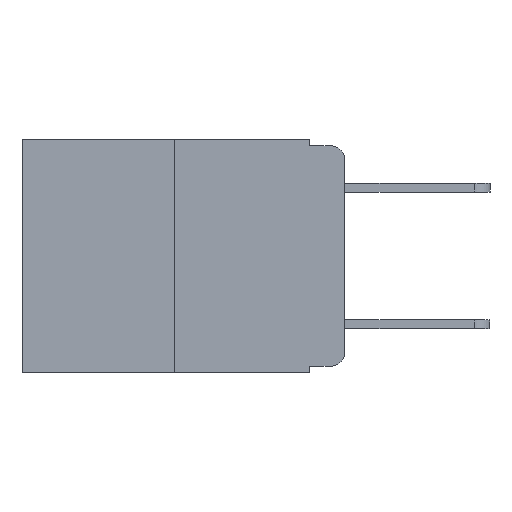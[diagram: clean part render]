
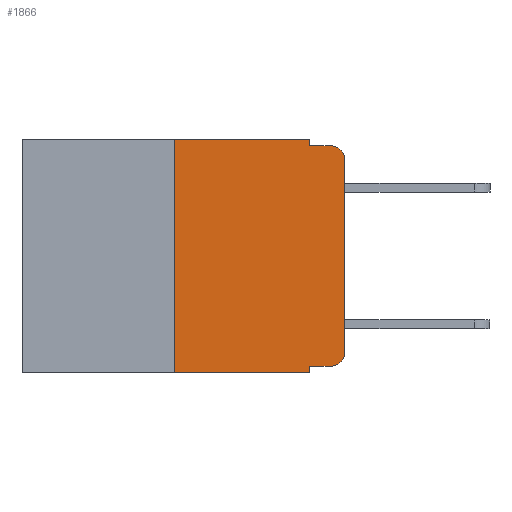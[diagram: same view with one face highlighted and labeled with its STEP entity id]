
A CAD part, left-side view. The second image highlights one B-rep face of the part: STEP entity #1866.
In plain terms, the highlighted planar face has unit normal (-1, 0, 0).
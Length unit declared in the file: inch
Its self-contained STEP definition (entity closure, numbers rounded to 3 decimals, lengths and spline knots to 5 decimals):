
#100 = DIRECTION ( 'NONE',  ( 0., -1., 0. ) ) ;
#111 = ORIENTED_EDGE ( 'NONE', *, *, #6456, .T. ) ;
#243 = DIRECTION ( 'NONE',  ( 1., 0., 0. ) ) ;
#276 = VECTOR ( 'NONE', #100, 39.37008 ) ;
#536 = CARTESIAN_POINT ( 'NONE',  ( 0., 0., 0. ) ) ;
#644 = EDGE_CURVE ( 'NONE', #20387, #15885, #18098, .T. ) ;
#1404 = VERTEX_POINT ( 'NONE', #17612 ) ;
#1413 = EDGE_CURVE ( 'NONE', #13678, #15556, #20779, .T. ) ;
#1813 = AXIS2_PLACEMENT_3D ( 'NONE', #13133, #12589, #2195 ) ;
#1866 = ADVANCED_FACE ( 'NONE', ( #10287 ), #14299, .F. ) ;
#2195 = DIRECTION ( 'NONE',  ( 0., 0., -1. ) ) ;
#2742 = CARTESIAN_POINT ( 'NONE',  ( 0., 0.051, 0. ) ) ;
#2913 = VERTEX_POINT ( 'NONE', #3062 ) ;
#3062 = CARTESIAN_POINT ( 'NONE',  ( 0., 0.25, -0.343 ) ) ;
#3760 = VERTEX_POINT ( 'NONE', #10619 ) ;
#3990 = ORIENTED_EDGE ( 'NONE', *, *, #7301, .F. ) ;
#4247 = CARTESIAN_POINT ( 'NONE',  ( 0., 0.051, -0.333 ) ) ;
#4307 = CIRCLE ( 'NONE', #20043, 0.02 ) ;
#4549 = CARTESIAN_POINT ( 'NONE',  ( 0., 0.02, -0.01 ) ) ;
#4921 = EDGE_CURVE ( 'NONE', #3760, #1404, #4307, .T. ) ;
#5991 = VERTEX_POINT ( 'NONE', #14568 ) ;
#6050 = CARTESIAN_POINT ( 'NONE',  ( 0., 0., -0.03 ) ) ;
#6141 = EDGE_CURVE ( 'NONE', #15885, #13678, #12488, .T. ) ;
#6211 = ORIENTED_EDGE ( 'NONE', *, *, #4921, .T. ) ;
#6254 = AXIS2_PLACEMENT_3D ( 'NONE', #17521, #243, #12743 ) ;
#6271 = DIRECTION ( 'NONE',  ( 0., 0., 1. ) ) ;
#6450 = DIRECTION ( 'NONE',  ( 0., 0., -1. ) ) ;
#6456 = EDGE_CURVE ( 'NONE', #18988, #15556, #15526, .T. ) ;
#6723 = VECTOR ( 'NONE', #6271, 39.37008 ) ;
#6813 = DIRECTION ( 'NONE',  ( -1., 0., 0. ) ) ;
#6945 = CARTESIAN_POINT ( 'NONE',  ( 0., 0.25, 0. ) ) ;
#6957 = DIRECTION ( 'NONE',  ( 0., -1., 0. ) ) ;
#7038 = CARTESIAN_POINT ( 'NONE',  ( 0., 0.051, 0. ) ) ;
#7301 = EDGE_CURVE ( 'NONE', #5991, #21392, #9880, .T. ) ;
#7566 = EDGE_CURVE ( 'NONE', #2913, #21392, #18171, .T. ) ;
#7747 = DIRECTION ( 'NONE',  ( 0., -1., 0. ) ) ;
#7835 = CARTESIAN_POINT ( 'NONE',  ( 0., 0.051, -0.01 ) ) ;
#8060 = VECTOR ( 'NONE', #11744, 39.37008 ) ;
#9194 = ORIENTED_EDGE ( 'NONE', *, *, #644, .F. ) ;
#9552 = EDGE_CURVE ( 'NONE', #2913, #20387, #16211, .T. ) ;
#9880 = LINE ( 'NONE', #2742, #13676 ) ;
#10287 = FACE_OUTER_BOUND ( 'NONE', #11090, .T. ) ;
#10386 = DIRECTION ( 'NONE',  ( 0., 0., 1. ) ) ;
#10619 = CARTESIAN_POINT ( 'NONE',  ( 0., 0.02, -0.333 ) ) ;
#10679 = EDGE_CURVE ( 'NONE', #5991, #3760, #11388, .T. ) ;
#10754 = ORIENTED_EDGE ( 'NONE', *, *, #10679, .T. ) ;
#10983 = ORIENTED_EDGE ( 'NONE', *, *, #9552, .F. ) ;
#11090 = EDGE_LOOP ( 'NONE', ( #17494, #111, #15034, #13506, #9194, #10983, #16288, #3990, #10754, #6211 ) ) ;
#11224 = DIRECTION ( 'NONE',  ( 0., -1., 0. ) ) ;
#11388 = LINE ( 'NONE', #4247, #18886 ) ;
#11744 = DIRECTION ( 'NONE',  ( 0., 0., -1. ) ) ;
#11843 = VECTOR ( 'NONE', #11224, 39.37008 ) ;
#12488 = LINE ( 'NONE', #19680, #8060 ) ;
#12589 = DIRECTION ( 'NONE',  ( -1., 0., 0. ) ) ;
#12743 = DIRECTION ( 'NONE',  ( 0., 0., -1. ) ) ;
#13049 = CARTESIAN_POINT ( 'NONE',  ( 0., 0.051, -0.343 ) ) ;
#13133 = CARTESIAN_POINT ( 'NONE',  ( 0., 0.02, -0.03 ) ) ;
#13151 = CARTESIAN_POINT ( 'NONE',  ( 0., 0.473, 0. ) ) ;
#13506 = ORIENTED_EDGE ( 'NONE', *, *, #6141, .F. ) ;
#13510 = CARTESIAN_POINT ( 'NONE',  ( 0., 0.473, -0.343 ) ) ;
#13676 = VECTOR ( 'NONE', #6450, 39.37008 ) ;
#13678 = VERTEX_POINT ( 'NONE', #19688 ) ;
#14299 = PLANE ( 'NONE',  #6254 ) ;
#14433 = VECTOR ( 'NONE', #6957, 39.37008 ) ;
#14568 = CARTESIAN_POINT ( 'NONE',  ( 0., 0.051, -0.333 ) ) ;
#15034 = ORIENTED_EDGE ( 'NONE', *, *, #1413, .F. ) ;
#15526 = CIRCLE ( 'NONE', #1813, 0.02 ) ;
#15556 = VERTEX_POINT ( 'NONE', #4549 ) ;
#15738 = VECTOR ( 'NONE', #10386, 39.37008 ) ;
#15885 = VERTEX_POINT ( 'NONE', #7038 ) ;
#16211 = LINE ( 'NONE', #16792, #15738 ) ;
#16288 = ORIENTED_EDGE ( 'NONE', *, *, #7566, .T. ) ;
#16622 = CARTESIAN_POINT ( 'NONE',  ( 0., 0.02, -0.313 ) ) ;
#16792 = CARTESIAN_POINT ( 'NONE',  ( 0., 0.25, 0. ) ) ;
#17494 = ORIENTED_EDGE ( 'NONE', *, *, #21970, .T. ) ;
#17521 = CARTESIAN_POINT ( 'NONE',  ( 0., 0.473, 0. ) ) ;
#17612 = CARTESIAN_POINT ( 'NONE',  ( 0., 0., -0.313 ) ) ;
#18098 = LINE ( 'NONE', #13151, #276 ) ;
#18171 = LINE ( 'NONE', #13510, #14433 ) ;
#18207 = DIRECTION ( 'NONE',  ( 0., 0., -1. ) ) ;
#18886 = VECTOR ( 'NONE', #7747, 39.37008 ) ;
#18988 = VERTEX_POINT ( 'NONE', #6050 ) ;
#19680 = CARTESIAN_POINT ( 'NONE',  ( 0., 0.051, 0. ) ) ;
#19688 = CARTESIAN_POINT ( 'NONE',  ( 0., 0.051, -0.01 ) ) ;
#20043 = AXIS2_PLACEMENT_3D ( 'NONE', #16622, #6813, #18207 ) ;
#20141 = LINE ( 'NONE', #536, #6723 ) ;
#20387 = VERTEX_POINT ( 'NONE', #6945 ) ;
#20779 = LINE ( 'NONE', #7835, #11843 ) ;
#21392 = VERTEX_POINT ( 'NONE', #13049 ) ;
#21970 = EDGE_CURVE ( 'NONE', #1404, #18988, #20141, .T. ) ;
